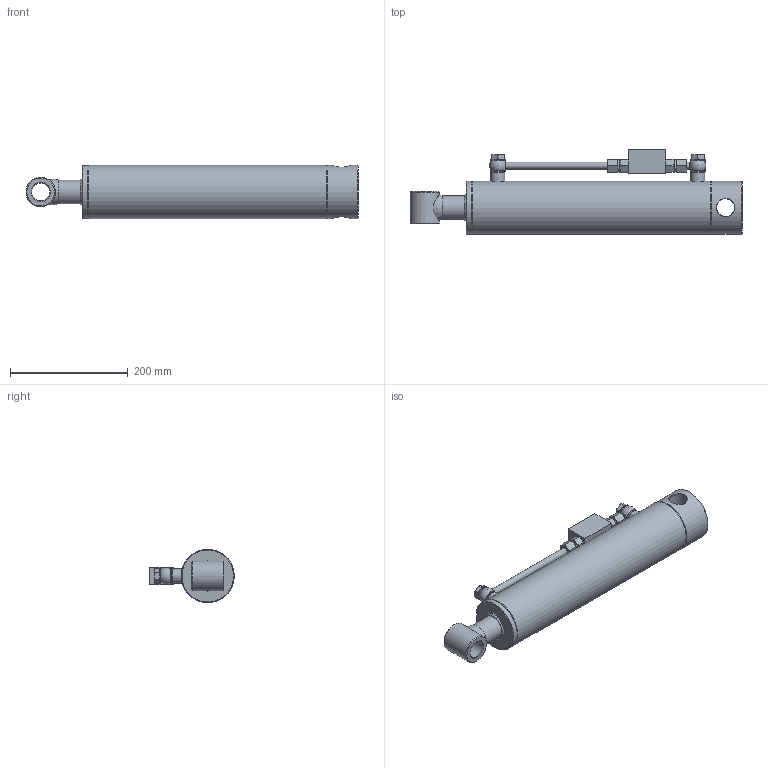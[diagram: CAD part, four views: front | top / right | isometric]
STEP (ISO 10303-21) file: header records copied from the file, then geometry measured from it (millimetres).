
FILE_DESCRIPTION(/* description */ ('STEP AP203'),/* implementation_level */ '2;1');
FILE_NAME(/* name */ '705.3-Solid.stp',/* time_stamp */ '2020-02-28T09:14:57+01:00',/* author */ ('Walter'),/* organization */ (''),/* preprocessor_version */ 'ST-DEVELOPER v17',/* originating_system */ 'Autodesk Inventor 2018',/* authorisation */ '');
FILE_SCHEMA (('AUTOMOTIVE_DESIGN { 1 0 10303 214 3 1 1 }'));
Length unit declared in the file: millimetre
Products named in the file (1): 705.3
Bounding box: 563 x 143.3 x 90 mm (x, y, z)
Volume: 3657901.2 mm3; surface area: 295628.2 mm2
Topology: 12 solids, 14 shells, 204 faces, 511 edges, 356 vertices
Faces by surface type: plane 103, torus 44, cylinder 33, cone 13, bspline 9, sphere 2
Full cylindrical faces by diameter (mm): 6.5 x1, 6.8 x2, 12 x1, 14.5 x2, 19.403 x2, 20 x4, 22 x2, 22.5 x2, 24.07 x2, 25 x4, 30.5 x2, 40 x1, 50 x3, 89.7 x1, 90 x3
Entity records: 15610 total; most frequent: CARTESIAN_POINT 10744, ORIENTED_EDGE 990, DIRECTION 986, EDGE_CURVE 495, AXIS2_PLACEMENT_3D 413, VERTEX_POINT 350, EDGE_LOOP 245, CIRCLE 217
